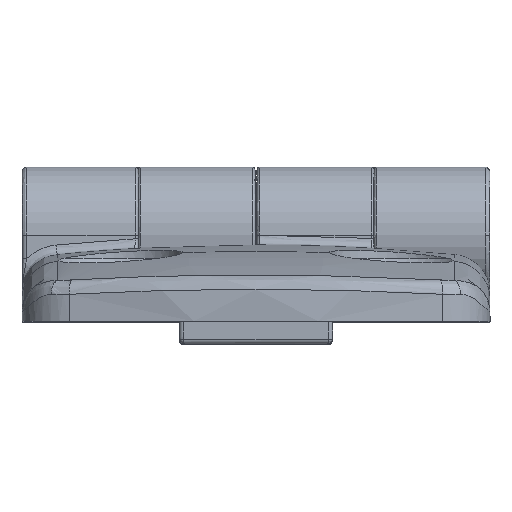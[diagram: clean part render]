
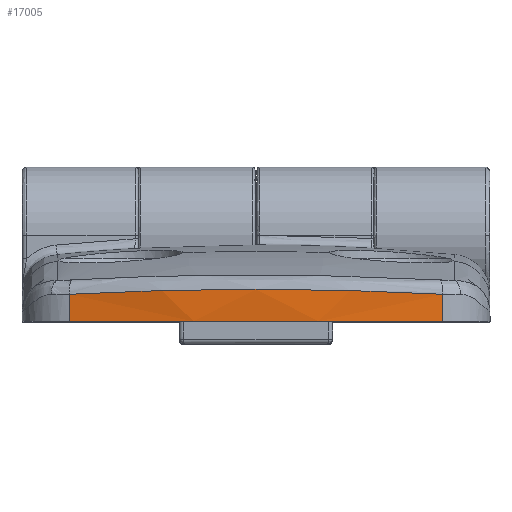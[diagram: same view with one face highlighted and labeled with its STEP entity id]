
A CAD part, top view. The second image highlights one B-rep face of the part: STEP entity #17005.
In plain terms, the highlighted cylindrical face has radius 100 mm (diameter 200 mm), a partial arc.
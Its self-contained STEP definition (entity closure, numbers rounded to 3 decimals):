
#1064 = VERTEX_POINT ( 'NONE', #5955 ) ;
#1181 = DIRECTION ( 'NONE',  ( 1., 0., 0. ) ) ;
#1185 = CIRCLE ( 'NONE', #5891, 100. ) ;
#1891 = CYLINDRICAL_SURFACE ( 'NONE', #13552, 100. ) ;
#3059 = CARTESIAN_POINT ( 'NONE',  ( 0., 7.9, 56.5 ) ) ;
#3598 = CARTESIAN_POINT ( 'NONE',  ( -19.149, 0., -41.649 ) ) ;
#3748 = ORIENTED_EDGE ( 'NONE', *, *, #3987, .T. ) ;
#3906 = EDGE_CURVE ( 'NONE', #24334, #1064, #12035, .T. ) ;
#3987 = EDGE_CURVE ( 'NONE', #5058, #24334, #13934, .T. ) ;
#4241 = CARTESIAN_POINT ( 'NONE',  ( 19.149, 15.9, -41.649 ) ) ;
#5058 = VERTEX_POINT ( 'NONE', #6466 ) ;
#5614 = ORIENTED_EDGE ( 'NONE', *, *, #23826, .F. ) ;
#5891 = AXIS2_PLACEMENT_3D ( 'NONE', #7034, #20421, #9106 ) ;
#5955 = CARTESIAN_POINT ( 'NONE',  ( 19.149, 2.78, -41.65 ) ) ;
#5985 = ORIENTED_EDGE ( 'NONE', *, *, #3906, .T. ) ;
#6466 = CARTESIAN_POINT ( 'NONE',  ( -19.149, 2.78, -41.65 ) ) ;
#6668 = LINE ( 'NONE', #4241, #21383 ) ;
#6973 = VECTOR ( 'NONE', #12544, 1000. ) ;
#7017 = VERTEX_POINT ( 'NONE', #17234 ) ;
#7034 = CARTESIAN_POINT ( 'NONE',  ( 0., 0., 56.5 ) ) ;
#7288 = DIRECTION ( 'NONE',  ( 0., -1., 0. ) ) ;
#9106 = DIRECTION ( 'NONE',  ( 1., 0., 0. ) ) ;
#9278 = ORIENTED_EDGE ( 'NONE', *, *, #24021, .F. ) ;
#10495 = CARTESIAN_POINT ( 'NONE',  ( -19.149, 7.9, -41.649 ) ) ;
#10977 = CARTESIAN_POINT ( 'NONE',  ( 0., 3.287, -43.5 ) ) ;
#12035 = B_SPLINE_CURVE_WITH_KNOTS ( 'NONE', 3,
 ( #19958, #20067, #19878, #19855 ),
 .UNSPECIFIED., .F., .F.,
 ( 4, 4 ),
 ( 0., 1. ),
 .UNSPECIFIED. ) ;
#12544 = DIRECTION ( 'NONE',  ( 0., 1., 0. ) ) ;
#13552 = AXIS2_PLACEMENT_3D ( 'NONE', #3059, #7288, #1181 ) ;
#13934 = B_SPLINE_CURVE_WITH_KNOTS ( 'NONE', 3,
 ( #18172, #18119, #18088, #18059 ),
 .UNSPECIFIED., .F., .F.,
 ( 4, 4 ),
 ( 0., 1. ),
 .UNSPECIFIED. ) ;
#13969 = VERTEX_POINT ( 'NONE', #3598 ) ;
#17005 = ADVANCED_FACE ( 'NONE', ( #19382 ), #1891, .T. ) ;
#17234 = CARTESIAN_POINT ( 'NONE',  ( 19.149, 0., -41.649 ) ) ;
#17327 = LINE ( 'NONE', #10495, #6973 ) ;
#17963 = DIRECTION ( 'NONE',  ( 0., 1., 0. ) ) ;
#18059 = CARTESIAN_POINT ( 'NONE',  ( 0., 3.287, -43.5 ) ) ;
#18088 = CARTESIAN_POINT ( 'NONE',  ( -6.471, 3.287, -43.5 ) ) ;
#18119 = CARTESIAN_POINT ( 'NONE',  ( -12.893, 3.118, -42.87 ) ) ;
#18172 = CARTESIAN_POINT ( 'NONE',  ( -19.149, 2.78, -41.65 ) ) ;
#18315 = ORIENTED_EDGE ( 'NONE', *, *, #23894, .T. ) ;
#18692 = EDGE_LOOP ( 'NONE', ( #5614, #9278, #18315, #3748, #5985 ) ) ;
#19382 = FACE_OUTER_BOUND ( 'NONE', #18692, .T. ) ;
#19855 = CARTESIAN_POINT ( 'NONE',  ( 19.149, 2.78, -41.65 ) ) ;
#19878 = CARTESIAN_POINT ( 'NONE',  ( 12.893, 3.118, -42.87 ) ) ;
#19958 = CARTESIAN_POINT ( 'NONE',  ( 0., 3.287, -43.5 ) ) ;
#20067 = CARTESIAN_POINT ( 'NONE',  ( 6.472, 3.287, -43.5 ) ) ;
#20421 = DIRECTION ( 'NONE',  ( 0., -1., 0. ) ) ;
#21383 = VECTOR ( 'NONE', #17963, 1000. ) ;
#23826 = EDGE_CURVE ( 'NONE', #7017, #1064, #6668, .T. ) ;
#23894 = EDGE_CURVE ( 'NONE', #13969, #5058, #17327, .T. ) ;
#24021 = EDGE_CURVE ( 'NONE', #13969, #7017, #1185, .T. ) ;
#24334 = VERTEX_POINT ( 'NONE', #10977 ) ;
